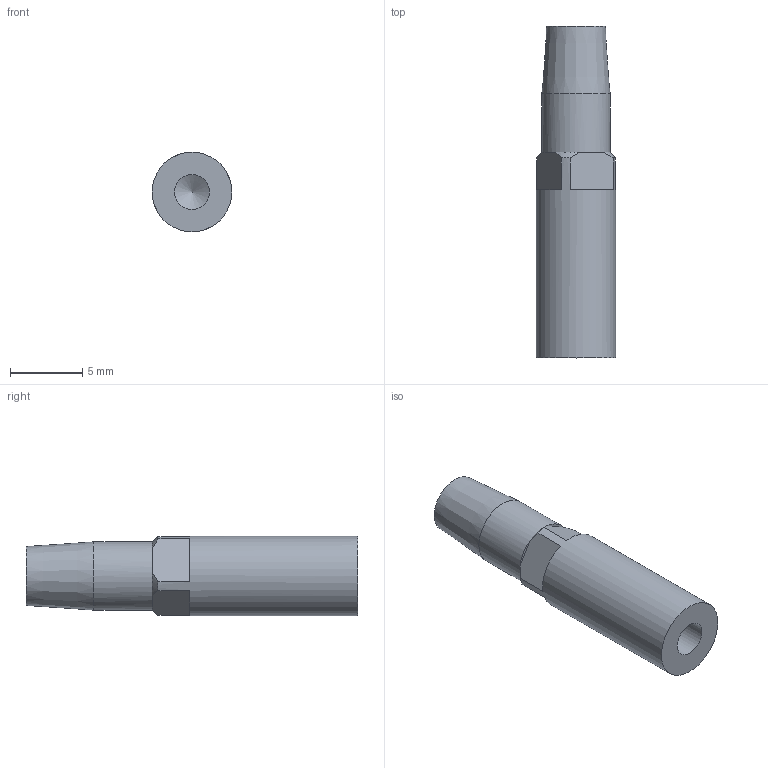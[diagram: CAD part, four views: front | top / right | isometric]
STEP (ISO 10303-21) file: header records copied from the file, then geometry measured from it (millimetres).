
FILE_DESCRIPTION(/* description */ (''),/* implementation_level */ '2;1');
FILE_NAME(/* name */ '100193935ugm000_b.stp',/* time_stamp */ '2013-12-20T10:19:13+01:00',/* author */ (''),/* organization */ (''),/* preprocessor_version */ 'ST-DEVELOPER v15',/* originating_system */ 'SIEMENS PLM Software NX 8.5',/* authorisation */ '');
FILE_SCHEMA (('AUTOMOTIVE_DESIGN { 1 0 10303 214 3 1 1 1 }'));
Length unit declared in the file: millimetre
Products named in the file (1): 100193935ugm000_b
Bounding box: 5.5 x 22.9 x 5.5 mm (x, y, z)
Volume: 370.8 mm3; surface area: 534.6 mm2
Topology: 1 solids, 1 shells, 26 faces, 58 edges, 35 vertices
Faces by surface type: plane 15, cone 7, cylinder 4
Full cylindrical faces by diameter (mm): 2.4 x1, 3.81 x1, 4.71 x1, 5.5 x1
Entity records: 704 total; most frequent: CARTESIAN_POINT 128, DIRECTION 122, ORIENTED_EDGE 100, AXIS2_PLACEMENT_3D 53, EDGE_CURVE 50, VERTEX_POINT 35, EDGE_LOOP 34, ADVANCED_FACE 26
